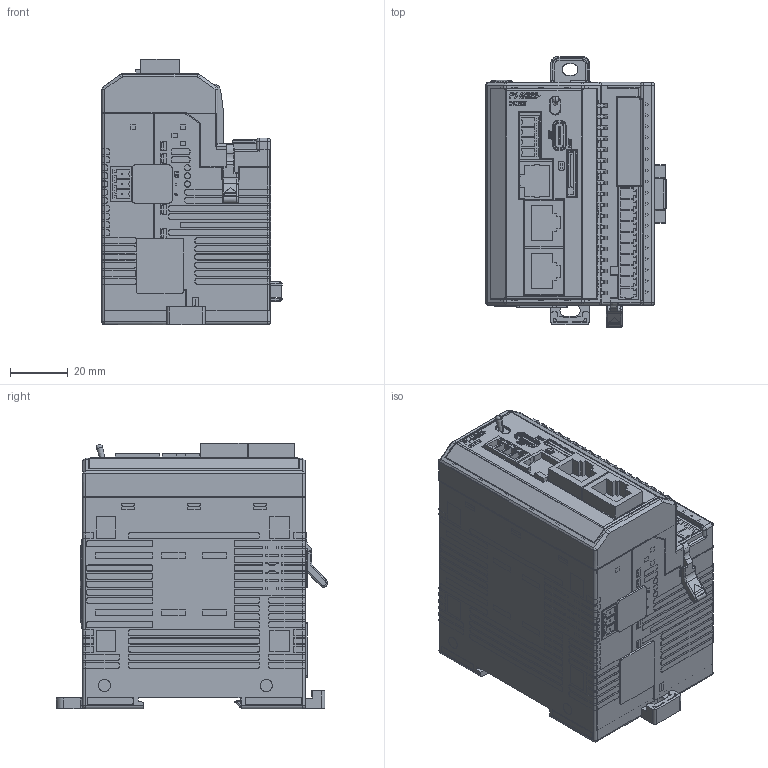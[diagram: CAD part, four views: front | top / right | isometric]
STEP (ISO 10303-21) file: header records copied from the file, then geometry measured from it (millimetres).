
FILE_DESCRIPTION (( 'STEP AP214' ), '1' );
FILE_NAME ('P1-M622-04THM.STEP', '2025-05-19T17:40:42', ( '' ), ( '' ), 'SwSTEP 2.0', 'SolidWorks 2024', '' );
FILE_SCHEMA (( 'AUTOMOTIVE_DESIGN' ));
Length unit declared in the file: inch
Products named in the file (1): P1-M622-04THM
Bounding box: 62.27 x 93.64 x 91.68 mm (x, y, z)
Volume: 35830.8 mm3; surface area: 77530.1 mm2
Topology: 15 solids, 26 shells, 3820 faces, 10078 edges, 6450 vertices
Faces by surface type: plane 2211, cylinder 892, bspline 668, cone 39, torus 10
Entity records: 131982 total; most frequent: CARTESIAN_POINT 41144, ORIENTED_EDGE 20032, DIRECTION 17112, EDGE_CURVE 10016, LINE 6670, VECTOR 6670, VERTEX_POINT 6450, AXIS2_PLACEMENT_3D 5221
